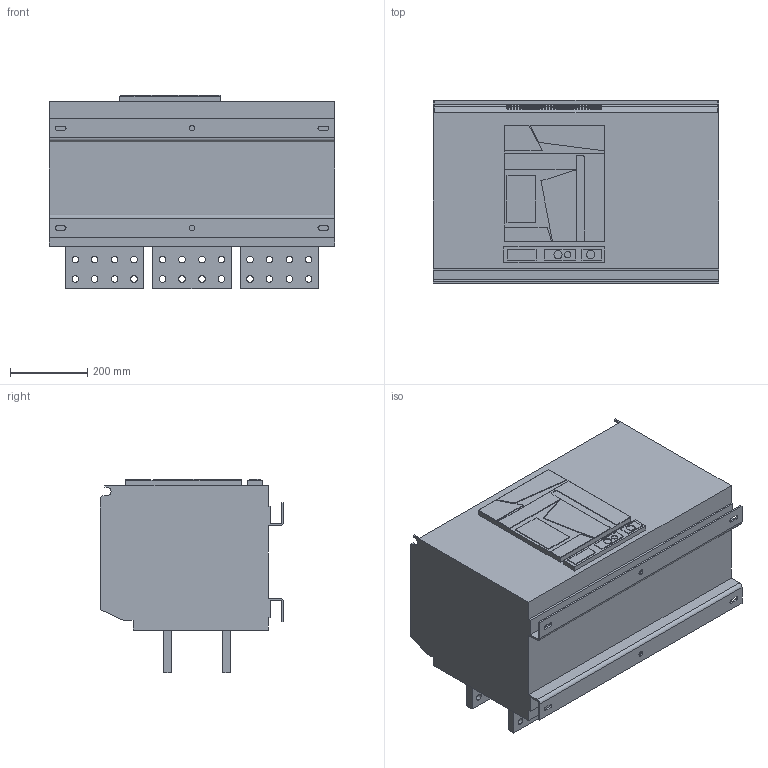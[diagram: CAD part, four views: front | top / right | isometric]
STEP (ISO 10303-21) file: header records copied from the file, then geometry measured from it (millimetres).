
FILE_DESCRIPTION (( 'STEP AP203' ), '1' );
FILE_NAME ('3VH-5000 H.STEP', '2022-12-15T15:02:43', ( '' ), ( '' ), 'SwSTEP 2.0', 'SolidWorks 2022', '' );
FILE_SCHEMA (( 'CONFIG_CONTROL_DESIGN' ));
Length unit declared in the file: millimetre
Products named in the file (1): 3VH-5000 H
Bounding box: 740 x 475 x 500 mm (x, y, z)
Volume: 121292283.5 mm3; surface area: 2135140.1 mm2
Topology: 1 solids, 1 shells, 766 faces, 1853 edges, 1229 vertices
Faces by surface type: plane 520, cylinder 246
Entity records: 22626 total; most frequent: DIRECTION 3871, CARTESIAN_POINT 3861, ORIENTED_EDGE 3706, EDGE_CURVE 1853, LINE 1361, VECTOR 1361, AXIS2_PLACEMENT_3D 1255, VERTEX_POINT 1229
